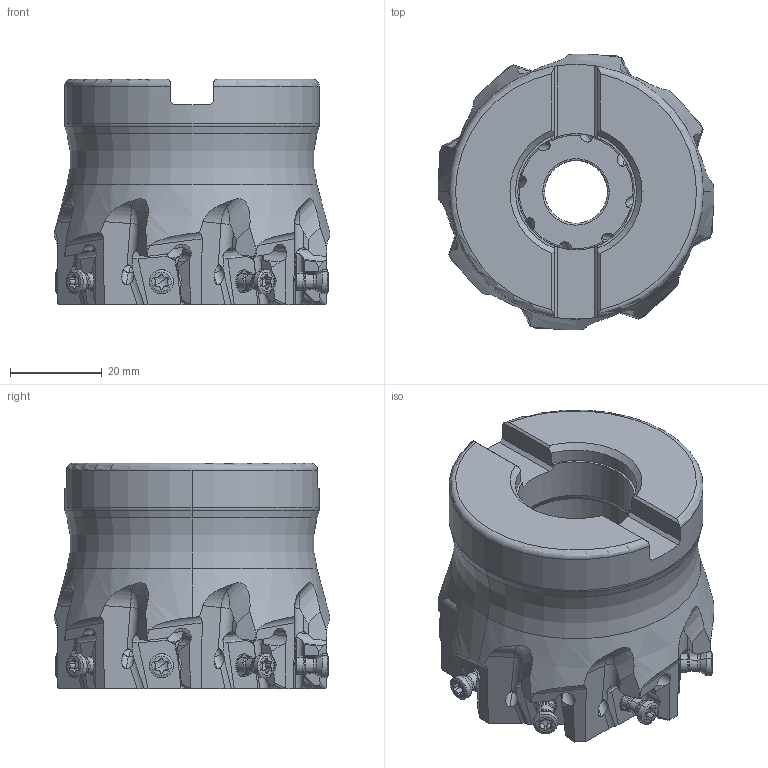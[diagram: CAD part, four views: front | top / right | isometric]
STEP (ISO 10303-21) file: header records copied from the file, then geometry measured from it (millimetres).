
FILE_DESCRIPTION(/* description */ (''),/* implementation_level */ '2;1');
FILE_NAME(/* name */ 'VPX300UR2_5008CA.stp',/* time_stamp */ '2025-08-21T15:40:22+09:00',/* author */ (''),/* organization */ (''),/* preprocessor_version */ 'ST-DEVELOPER v16',/* originating_system */ 'SIEMENS PLM Software NX 10.0',/* authorisation */ '');
FILE_SCHEMA (('AUTOMOTIVE_DESIGN { 1 0 10303 214 3 1 1 1 }'));
Length unit declared in the file: millimetre
Products named in the file (1): VPX300UR2_5008CA_ASM
Bounding box: 60.2 x 60.21 x 49.2 mm (x, y, z)
Volume: 91952.7 mm3; surface area: 21575.9 mm2
Topology: 9 solids, 9 shells, 832 faces, 2332 edges, 1523 vertices
Faces by surface type: cylinder 356, plane 254, cone 94, torus 72, extrusion 32, sphere 16, bspline 8
Entity records: 35144 total; most frequent: CARTESIAN_POINT 13873, ORIENTED_EDGE 4600, DIRECTION 4247, EDGE_CURVE 2300, AXIS2_PLACEMENT_3D 1684, VERTEX_POINT 1512, VECTOR 879, EDGE_LOOP 876
